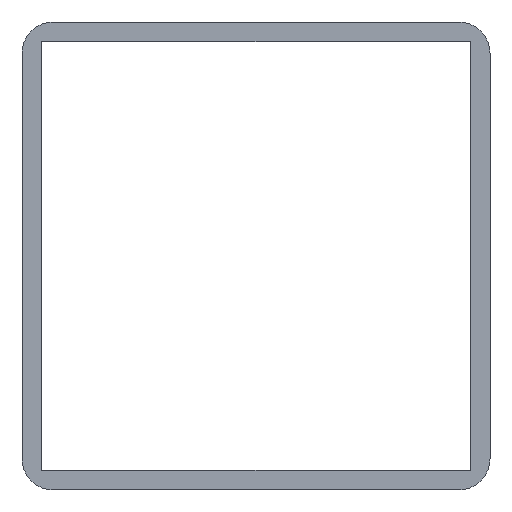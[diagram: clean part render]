
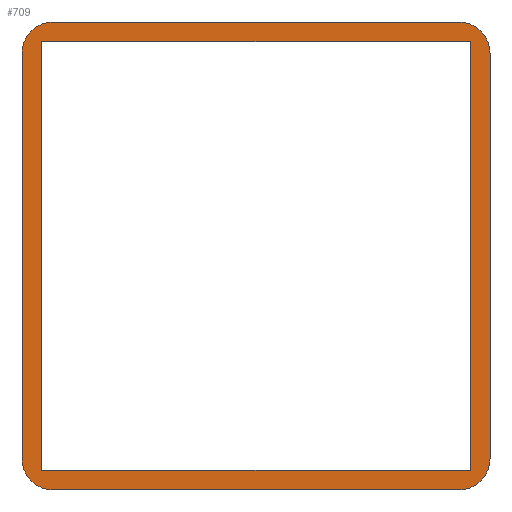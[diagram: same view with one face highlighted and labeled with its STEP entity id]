
A CAD part, front view. The second image highlights one B-rep face of the part: STEP entity #709.
In plain terms, the highlighted planar face has unit normal (0, -1, 0).
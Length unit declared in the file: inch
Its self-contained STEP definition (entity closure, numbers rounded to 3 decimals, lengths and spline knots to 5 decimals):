
#15=FACE_BOUND('',#114,.T.);
#57=PLANE('',#781);
#79=FACE_OUTER_BOUND('',#113,.T.);
#113=EDGE_LOOP('',(#529,#530,#531,#532,#533,#534,#535,#536));
#114=EDGE_LOOP('',(#537,#538,#539,#540));
#189=LINE('',#1119,#237);
#190=LINE('',#1123,#238);
#191=LINE('',#1127,#239);
#192=LINE('',#1130,#240);
#193=LINE('',#1133,#241);
#194=LINE('',#1135,#242);
#195=LINE('',#1137,#243);
#196=LINE('',#1138,#244);
#237=VECTOR('',#917,0.3937);
#238=VECTOR('',#920,0.3937);
#239=VECTOR('',#923,0.3937);
#240=VECTOR('',#926,0.3937);
#241=VECTOR('',#927,0.3937);
#242=VECTOR('',#928,0.3937);
#243=VECTOR('',#929,0.3937);
#244=VECTOR('',#930,0.3937);
#297=CIRCLE('',#782,0.2);
#298=CIRCLE('',#783,0.2);
#299=CIRCLE('',#784,0.2);
#300=CIRCLE('',#785,0.2);
#345=VERTEX_POINT('',#1115);
#346=VERTEX_POINT('',#1116);
#347=VERTEX_POINT('',#1118);
#348=VERTEX_POINT('',#1120);
#349=VERTEX_POINT('',#1122);
#350=VERTEX_POINT('',#1124);
#351=VERTEX_POINT('',#1126);
#352=VERTEX_POINT('',#1128);
#353=VERTEX_POINT('',#1131);
#354=VERTEX_POINT('',#1132);
#355=VERTEX_POINT('',#1134);
#356=VERTEX_POINT('',#1136);
#421=EDGE_CURVE('',#345,#346,#297,.T.);
#422=EDGE_CURVE('',#345,#347,#189,.T.);
#423=EDGE_CURVE('',#348,#347,#298,.T.);
#424=EDGE_CURVE('',#348,#349,#190,.T.);
#425=EDGE_CURVE('',#350,#349,#299,.T.);
#426=EDGE_CURVE('',#350,#351,#191,.T.);
#427=EDGE_CURVE('',#352,#351,#300,.T.);
#428=EDGE_CURVE('',#352,#346,#192,.T.);
#429=EDGE_CURVE('',#353,#354,#193,.T.);
#430=EDGE_CURVE('',#354,#355,#194,.T.);
#431=EDGE_CURVE('',#355,#356,#195,.T.);
#432=EDGE_CURVE('',#356,#353,#196,.T.);
#529=ORIENTED_EDGE('',*,*,#421,.F.);
#530=ORIENTED_EDGE('',*,*,#422,.T.);
#531=ORIENTED_EDGE('',*,*,#423,.F.);
#532=ORIENTED_EDGE('',*,*,#424,.T.);
#533=ORIENTED_EDGE('',*,*,#425,.F.);
#534=ORIENTED_EDGE('',*,*,#426,.T.);
#535=ORIENTED_EDGE('',*,*,#427,.F.);
#536=ORIENTED_EDGE('',*,*,#428,.T.);
#537=ORIENTED_EDGE('',*,*,#429,.T.);
#538=ORIENTED_EDGE('',*,*,#430,.T.);
#539=ORIENTED_EDGE('',*,*,#431,.T.);
#540=ORIENTED_EDGE('',*,*,#432,.T.);
#709=ADVANCED_FACE('',(#79,#15),#57,.T.);
#781=AXIS2_PLACEMENT_3D('',#1114,#913,#914);
#782=AXIS2_PLACEMENT_3D('',#1117,#915,#916);
#783=AXIS2_PLACEMENT_3D('',#1121,#918,#919);
#784=AXIS2_PLACEMENT_3D('',#1125,#921,#922);
#785=AXIS2_PLACEMENT_3D('',#1129,#924,#925);
#913=DIRECTION('center_axis',(0.,-1.,0.));
#914=DIRECTION('ref_axis',(0.,0.,-1.));
#915=DIRECTION('center_axis',(0.,1.,0.));
#916=DIRECTION('ref_axis',(-0.707,0.,-0.707));
#917=DIRECTION('',(1.,0.,0.));
#918=DIRECTION('center_axis',(0.,1.,0.));
#919=DIRECTION('ref_axis',(0.707,0.,-0.707));
#920=DIRECTION('',(0.,0.,1.));
#921=DIRECTION('center_axis',(0.,1.,0.));
#922=DIRECTION('ref_axis',(0.707,0.,0.707));
#923=DIRECTION('',(-1.,0.,0.));
#924=DIRECTION('center_axis',(0.,1.,0.));
#925=DIRECTION('ref_axis',(-0.707,0.,0.707));
#926=DIRECTION('',(0.,0.,-1.));
#927=DIRECTION('',(1.,0.,0.));
#928=DIRECTION('',(0.,0.,-1.));
#929=DIRECTION('',(-1.,0.,0.));
#930=DIRECTION('',(0.,0.,1.));
#1114=CARTESIAN_POINT('Origin',(1.43629,-15.01101,1.5));
#1115=CARTESIAN_POINT('',(0.13629,-15.01101,0.));
#1116=CARTESIAN_POINT('',(-0.06371,-15.01101,0.2));
#1117=CARTESIAN_POINT('Origin',(0.13629,-15.01101,0.2));
#1118=CARTESIAN_POINT('',(2.73629,-15.01101,0.));
#1119=CARTESIAN_POINT('',(-0.06371,-15.01101,0.));
#1120=CARTESIAN_POINT('',(2.93629,-15.01101,0.2));
#1121=CARTESIAN_POINT('Origin',(2.73629,-15.01101,0.2));
#1122=CARTESIAN_POINT('',(2.93629,-15.01101,2.8));
#1123=CARTESIAN_POINT('',(2.93629,-15.01101,0.));
#1124=CARTESIAN_POINT('',(2.73629,-15.01101,3.));
#1125=CARTESIAN_POINT('Origin',(2.73629,-15.01101,2.8));
#1126=CARTESIAN_POINT('',(0.13629,-15.01101,3.));
#1127=CARTESIAN_POINT('',(2.93629,-15.01101,3.));
#1128=CARTESIAN_POINT('',(-0.06371,-15.01101,2.8));
#1129=CARTESIAN_POINT('Origin',(0.13629,-15.01101,2.8));
#1130=CARTESIAN_POINT('',(-0.06371,-15.01101,3.));
#1131=CARTESIAN_POINT('',(0.06129,-15.01101,2.875));
#1132=CARTESIAN_POINT('',(2.81129,-15.01101,2.875));
#1133=CARTESIAN_POINT('',(2.81129,-15.01101,2.875));
#1134=CARTESIAN_POINT('',(2.81129,-15.01101,0.125));
#1135=CARTESIAN_POINT('',(2.81129,-15.01101,0.125));
#1136=CARTESIAN_POINT('',(0.06129,-15.01101,0.125));
#1137=CARTESIAN_POINT('',(0.06129,-15.01101,0.125));
#1138=CARTESIAN_POINT('',(0.06129,-15.01101,2.875));
